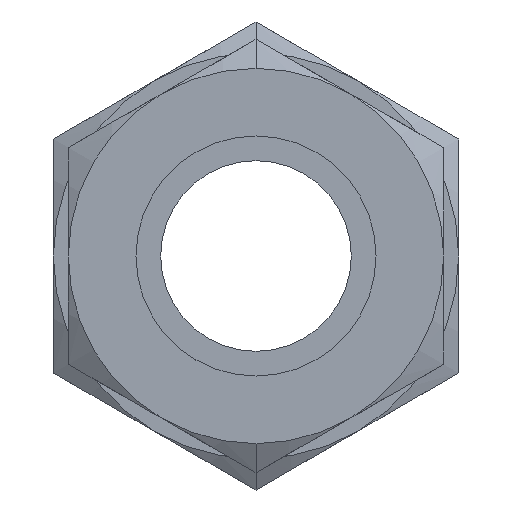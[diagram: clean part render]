
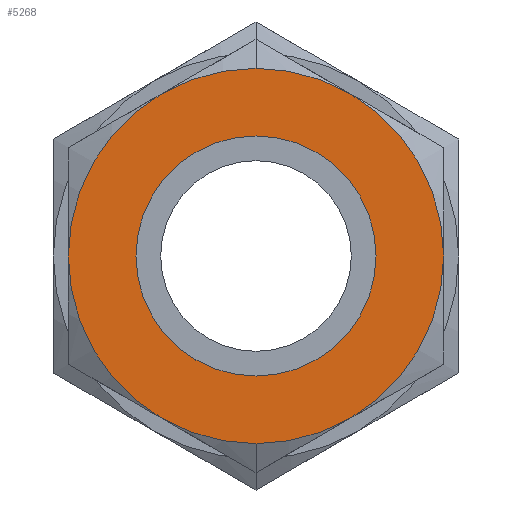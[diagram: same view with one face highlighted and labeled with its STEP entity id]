
A CAD part, left-side view. The second image highlights one B-rep face of the part: STEP entity #5268.
In plain terms, the highlighted planar face has unit normal (-1, 0, 0).
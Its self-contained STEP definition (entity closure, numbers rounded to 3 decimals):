
#58 = EDGE_LOOP ( 'NONE', ( #164, #5501 ) ) ;
#164 = ORIENTED_EDGE ( 'NONE', *, *, #1645, .T. ) ;
#839 = FACE_OUTER_BOUND ( 'NONE', #4303, .T. ) ;
#1046 = DIRECTION ( 'NONE',  ( -1., 0., 0. ) ) ;
#1109 = DIRECTION ( 'NONE',  ( 1., 0., 0. ) ) ;
#1144 = PLANE ( 'NONE',  #6903 ) ;
#1164 = VERTEX_POINT ( 'NONE', #2429 ) ;
#1209 = AXIS2_PLACEMENT_3D ( 'NONE', #1842, #2620, #5556 ) ;
#1350 = VERTEX_POINT ( 'NONE', #7394 ) ;
#1535 = CARTESIAN_POINT ( 'NONE',  ( 0., 0., -8. ) ) ;
#1617 = CIRCLE ( 'NONE', #9149, 12.5 ) ;
#1645 = EDGE_CURVE ( 'NONE', #3670, #1164, #8310, .T. ) ;
#1842 = CARTESIAN_POINT ( 'NONE',  ( 0., 0., 0. ) ) ;
#2429 = CARTESIAN_POINT ( 'NONE',  ( 0., 0., 8. ) ) ;
#2620 = DIRECTION ( 'NONE',  ( 1., 0., 0. ) ) ;
#3209 = DIRECTION ( 'NONE',  ( 0., 0., 1. ) ) ;
#3316 = EDGE_CURVE ( 'NONE', #5475, #1350, #7983, .T. ) ;
#3670 = VERTEX_POINT ( 'NONE', #1535 ) ;
#3833 = CIRCLE ( 'NONE', #1209, 8. ) ;
#3840 = CARTESIAN_POINT ( 'NONE',  ( 0., 0., 12.5 ) ) ;
#3846 = CARTESIAN_POINT ( 'NONE',  ( 0., 0., 0. ) ) ;
#3975 = DIRECTION ( 'NONE',  ( 1., 0., 0. ) ) ;
#4303 = EDGE_LOOP ( 'NONE', ( #4525, #5133 ) ) ;
#4525 = ORIENTED_EDGE ( 'NONE', *, *, #3316, .F. ) ;
#4686 = DIRECTION ( 'NONE',  ( 1., 0., 0. ) ) ;
#4753 = EDGE_CURVE ( 'NONE', #1164, #3670, #3833, .T. ) ;
#4879 = AXIS2_PLACEMENT_3D ( 'NONE', #3846, #3975, #3209 ) ;
#5133 = ORIENTED_EDGE ( 'NONE', *, *, #7669, .F. ) ;
#5268 = ADVANCED_FACE ( 'NONE', ( #7746, #839 ), #1144, .T. ) ;
#5328 = DIRECTION ( 'NONE',  ( 0., 0., -1. ) ) ;
#5475 = VERTEX_POINT ( 'NONE', #3840 ) ;
#5501 = ORIENTED_EDGE ( 'NONE', *, *, #4753, .T. ) ;
#5556 = DIRECTION ( 'NONE',  ( 0., 0., 1. ) ) ;
#6714 = DIRECTION ( 'NONE',  ( 0., 0., 1. ) ) ;
#6903 = AXIS2_PLACEMENT_3D ( 'NONE', #7430, #1046, #6714 ) ;
#7394 = CARTESIAN_POINT ( 'NONE',  ( 0., 0., -12.5 ) ) ;
#7430 = CARTESIAN_POINT ( 'NONE',  ( 0., 0., 6.25 ) ) ;
#7629 = AXIS2_PLACEMENT_3D ( 'NONE', #7707, #1109, #7765 ) ;
#7669 = EDGE_CURVE ( 'NONE', #1350, #5475, #1617, .T. ) ;
#7707 = CARTESIAN_POINT ( 'NONE',  ( 0., 0., 0. ) ) ;
#7746 = FACE_BOUND ( 'NONE', #58, .T. ) ;
#7765 = DIRECTION ( 'NONE',  ( 0., 0., -1. ) ) ;
#7983 = CIRCLE ( 'NONE', #4879, 12.5 ) ;
#8310 = CIRCLE ( 'NONE', #7629, 8. ) ;
#8365 = CARTESIAN_POINT ( 'NONE',  ( 0., 0., 0. ) ) ;
#9149 = AXIS2_PLACEMENT_3D ( 'NONE', #8365, #4686, #5328 ) ;
